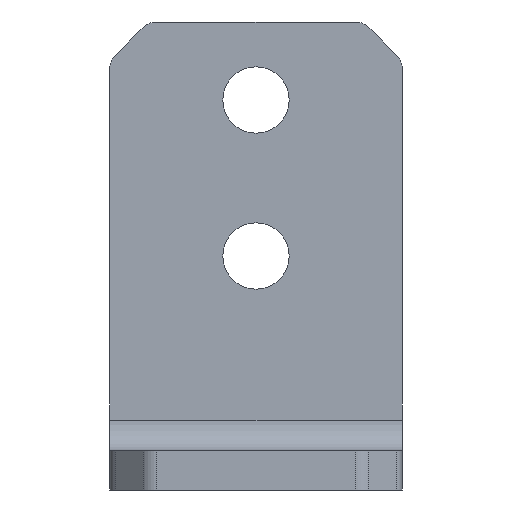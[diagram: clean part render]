
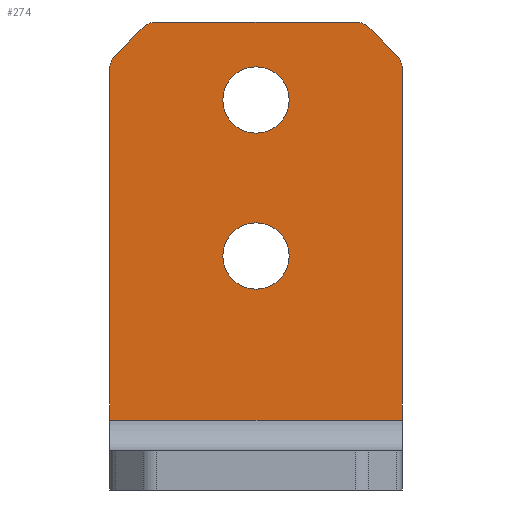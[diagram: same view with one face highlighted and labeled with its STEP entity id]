
A CAD part, front view. The second image highlights one B-rep face of the part: STEP entity #274.
In plain terms, the highlighted planar face has unit normal (0, -1, 0).
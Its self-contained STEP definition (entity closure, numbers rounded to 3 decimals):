
#8 = LINE ( 'NONE', #12, #452 ) ;
#12 = CARTESIAN_POINT ( 'NONE',  ( 7.5, 11.5, 0. ) ) ;
#16 = CARTESIAN_POINT ( 'NONE',  ( -7.5, 11.5, 22. ) ) ;
#23 = CIRCLE ( 'NONE', #56, 1.7 ) ;
#35 = AXIS2_PLACEMENT_3D ( 'NONE', #210, #307, #393 ) ;
#43 = CARTESIAN_POINT ( 'NONE',  ( 0., 11.5, 10. ) ) ;
#47 = CARTESIAN_POINT ( 'NONE',  ( 5.086, 11.5, 22. ) ) ;
#50 = FACE_OUTER_BOUND ( 'NONE', #295, .T. ) ;
#52 = ORIENTED_EDGE ( 'NONE', *, *, #867, .T. ) ;
#54 = VERTEX_POINT ( 'NONE', #798 ) ;
#56 = AXIS2_PLACEMENT_3D ( 'NONE', #152, #489, #939 ) ;
#62 = EDGE_CURVE ( 'NONE', #652, #1003, #8, .T. ) ;
#82 = VERTEX_POINT ( 'NONE', #104 ) ;
#104 = CARTESIAN_POINT ( 'NONE',  ( 5.793, 11.5, 21.707 ) ) ;
#137 = CARTESIAN_POINT ( 'NONE',  ( 0., 11.5, 10. ) ) ;
#140 = CARTESIAN_POINT ( 'NONE',  ( -7.5, 11.5, 1.587 ) ) ;
#152 = CARTESIAN_POINT ( 'NONE',  ( 0., 11.5, 18. ) ) ;
#161 = VERTEX_POINT ( 'NONE', #1080 ) ;
#168 = LINE ( 'NONE', #624, #1012 ) ;
#178 = CARTESIAN_POINT ( 'NONE',  ( 7.5, 11.5, 19.586 ) ) ;
#210 = CARTESIAN_POINT ( 'NONE',  ( -5.086, 11.5, 21. ) ) ;
#218 = DIRECTION ( 'NONE',  ( 0., -1., 0. ) ) ;
#219 = LINE ( 'NONE', #16, #699 ) ;
#233 = EDGE_CURVE ( 'NONE', #1083, #54, #321, .T. ) ;
#243 = DIRECTION ( 'NONE',  ( 0., -1., 0. ) ) ;
#254 = ORIENTED_EDGE ( 'NONE', *, *, #838, .F. ) ;
#260 = CARTESIAN_POINT ( 'NONE',  ( 0., 11.5, 11.7 ) ) ;
#263 = CIRCLE ( 'NONE', #914, 1. ) ;
#273 = EDGE_CURVE ( 'NONE', #810, #701, #1037, .T. ) ;
#274 = ADVANCED_FACE ( 'NONE', ( #481, #566, #50 ), #1017, .T. ) ;
#287 = CARTESIAN_POINT ( 'NONE',  ( -7.5, 11.5, 19.586 ) ) ;
#295 = EDGE_LOOP ( 'NONE', ( #1137, #837, #765, #512, #650, #1029, #755, #52, #437, #1030 ) ) ;
#301 = DIRECTION ( 'NONE',  ( 0., 0., -1. ) ) ;
#307 = DIRECTION ( 'NONE',  ( 0., -1., 0. ) ) ;
#321 = CIRCLE ( 'NONE', #1023, 1.7 ) ;
#322 = DIRECTION ( 'NONE',  ( -0.707, 0., -0.707 ) ) ;
#340 = CARTESIAN_POINT ( 'NONE',  ( 7.5, 11.5, 1.587 ) ) ;
#362 = DIRECTION ( 'NONE',  ( -0.707, 0., 0.707 ) ) ;
#370 = VECTOR ( 'NONE', #1045, 1000. ) ;
#379 = EDGE_CURVE ( 'NONE', #544, #161, #23, .T. ) ;
#392 = DIRECTION ( 'NONE',  ( 0., 0., -1. ) ) ;
#393 = DIRECTION ( 'NONE',  ( 0., 0., -1. ) ) ;
#413 = CARTESIAN_POINT ( 'NONE',  ( 7.5, 11.5, 1.587 ) ) ;
#414 = DIRECTION ( 'NONE',  ( 0., 0., -1. ) ) ;
#423 = AXIS2_PLACEMENT_3D ( 'NONE', #1043, #507, #414 ) ;
#424 = CIRCLE ( 'NONE', #423, 1.7 ) ;
#437 = ORIENTED_EDGE ( 'NONE', *, *, #989, .F. ) ;
#444 = DIRECTION ( 'NONE',  ( 0., 0., 1. ) ) ;
#445 = DIRECTION ( 'NONE',  ( 0., 0., -1. ) ) ;
#452 = VECTOR ( 'NONE', #445, 1000. ) ;
#462 = DIRECTION ( 'NONE',  ( 0., -1., 0. ) ) ;
#470 = VERTEX_POINT ( 'NONE', #956 ) ;
#475 = DIRECTION ( 'NONE',  ( 0., 0., -1. ) ) ;
#479 = DIRECTION ( 'NONE',  ( 0., 0., -1. ) ) ;
#481 = FACE_BOUND ( 'NONE', #581, .T. ) ;
#489 = DIRECTION ( 'NONE',  ( 0., -1., 0. ) ) ;
#490 = EDGE_CURVE ( 'NONE', #1003, #866, #1081, .T. ) ;
#500 = DIRECTION ( 'NONE',  ( 0., 0., -1. ) ) ;
#507 = DIRECTION ( 'NONE',  ( 0., -1., 0. ) ) ;
#512 = ORIENTED_EDGE ( 'NONE', *, *, #490, .F. ) ;
#515 = AXIS2_PLACEMENT_3D ( 'NONE', #137, #658, #392 ) ;
#520 = EDGE_CURVE ( 'NONE', #161, #544, #424, .T. ) ;
#522 = CIRCLE ( 'NONE', #890, 1. ) ;
#536 = CIRCLE ( 'NONE', #802, 1. ) ;
#544 = VERTEX_POINT ( 'NONE', #950 ) ;
#547 = CARTESIAN_POINT ( 'NONE',  ( -5.086, 11.5, 22. ) ) ;
#555 = ORIENTED_EDGE ( 'NONE', *, *, #520, .F. ) ;
#559 = CARTESIAN_POINT ( 'NONE',  ( 0., 11.5, 0. ) ) ;
#566 = FACE_BOUND ( 'NONE', #1111, .T. ) ;
#581 = EDGE_LOOP ( 'NONE', ( #254, #692 ) ) ;
#598 = LINE ( 'NONE', #952, #972 ) ;
#612 = EDGE_CURVE ( 'NONE', #866, #782, #219, .T. ) ;
#622 = EDGE_CURVE ( 'NONE', #470, #82, #168, .T. ) ;
#624 = CARTESIAN_POINT ( 'NONE',  ( 13.75, 11.5, 13.75 ) ) ;
#643 = EDGE_CURVE ( 'NONE', #652, #470, #536, .T. ) ;
#650 = ORIENTED_EDGE ( 'NONE', *, *, #62, .F. ) ;
#651 = DIRECTION ( 'NONE',  ( 0., -1., 0. ) ) ;
#652 = VERTEX_POINT ( 'NONE', #178 ) ;
#658 = DIRECTION ( 'NONE',  ( 0., -1., 0. ) ) ;
#670 = CARTESIAN_POINT ( 'NONE',  ( -7.207, 11.5, 20.293 ) ) ;
#672 = CARTESIAN_POINT ( 'NONE',  ( -13.75, 11.5, 13.75 ) ) ;
#691 = ORIENTED_EDGE ( 'NONE', *, *, #379, .F. ) ;
#692 = ORIENTED_EDGE ( 'NONE', *, *, #233, .F. ) ;
#699 = VECTOR ( 'NONE', #444, 1000. ) ;
#701 = VERTEX_POINT ( 'NONE', #1058 ) ;
#712 = CARTESIAN_POINT ( 'NONE',  ( 6.5, 11.5, 19.586 ) ) ;
#745 = CARTESIAN_POINT ( 'NONE',  ( 5.086, 11.5, 21. ) ) ;
#755 = ORIENTED_EDGE ( 'NONE', *, *, #622, .T. ) ;
#765 = ORIENTED_EDGE ( 'NONE', *, *, #612, .F. ) ;
#782 = VERTEX_POINT ( 'NONE', #287 ) ;
#785 = AXIS2_PLACEMENT_3D ( 'NONE', #559, #462, #479 ) ;
#798 = CARTESIAN_POINT ( 'NONE',  ( 0., 11.5, 8.3 ) ) ;
#800 = DIRECTION ( 'NONE',  ( 0., 0., -1. ) ) ;
#802 = AXIS2_PLACEMENT_3D ( 'NONE', #712, #881, #800 ) ;
#810 = VERTEX_POINT ( 'NONE', #547 ) ;
#828 = VERTEX_POINT ( 'NONE', #47 ) ;
#837 = ORIENTED_EDGE ( 'NONE', *, *, #1008, .T. ) ;
#838 = EDGE_CURVE ( 'NONE', #54, #1083, #901, .T. ) ;
#847 = DIRECTION ( 'NONE',  ( 1., 0., 0. ) ) ;
#866 = VERTEX_POINT ( 'NONE', #140 ) ;
#867 = EDGE_CURVE ( 'NONE', #82, #828, #263, .T. ) ;
#881 = DIRECTION ( 'NONE',  ( 0., -1., 0. ) ) ;
#890 = AXIS2_PLACEMENT_3D ( 'NONE', #1125, #243, #500 ) ;
#901 = CIRCLE ( 'NONE', #515, 1.7 ) ;
#914 = AXIS2_PLACEMENT_3D ( 'NONE', #745, #218, #475 ) ;
#939 = DIRECTION ( 'NONE',  ( 0., 0., -1. ) ) ;
#948 = EDGE_CURVE ( 'NONE', #701, #1033, #1024, .T. ) ;
#950 = CARTESIAN_POINT ( 'NONE',  ( 0., 11.5, 16.3 ) ) ;
#952 = CARTESIAN_POINT ( 'NONE',  ( 7.5, 11.5, 22. ) ) ;
#956 = CARTESIAN_POINT ( 'NONE',  ( 7.207, 11.5, 20.293 ) ) ;
#972 = VECTOR ( 'NONE', #847, 1000. ) ;
#989 = EDGE_CURVE ( 'NONE', #810, #828, #598, .T. ) ;
#1003 = VERTEX_POINT ( 'NONE', #413 ) ;
#1008 = EDGE_CURVE ( 'NONE', #1033, #782, #522, .T. ) ;
#1012 = VECTOR ( 'NONE', #362, 1000. ) ;
#1017 = PLANE ( 'NONE',  #785 ) ;
#1023 = AXIS2_PLACEMENT_3D ( 'NONE', #43, #651, #301 ) ;
#1024 = LINE ( 'NONE', #672, #1035 ) ;
#1029 = ORIENTED_EDGE ( 'NONE', *, *, #643, .T. ) ;
#1030 = ORIENTED_EDGE ( 'NONE', *, *, #273, .T. ) ;
#1033 = VERTEX_POINT ( 'NONE', #670 ) ;
#1035 = VECTOR ( 'NONE', #322, 1000. ) ;
#1037 = CIRCLE ( 'NONE', #35, 1. ) ;
#1043 = CARTESIAN_POINT ( 'NONE',  ( 0., 11.5, 18. ) ) ;
#1045 = DIRECTION ( 'NONE',  ( -1., 0., 0. ) ) ;
#1058 = CARTESIAN_POINT ( 'NONE',  ( -5.793, 11.5, 21.707 ) ) ;
#1080 = CARTESIAN_POINT ( 'NONE',  ( 0., 11.5, 19.7 ) ) ;
#1081 = LINE ( 'NONE', #340, #370 ) ;
#1083 = VERTEX_POINT ( 'NONE', #260 ) ;
#1111 = EDGE_LOOP ( 'NONE', ( #691, #555 ) ) ;
#1125 = CARTESIAN_POINT ( 'NONE',  ( -6.5, 11.5, 19.586 ) ) ;
#1137 = ORIENTED_EDGE ( 'NONE', *, *, #948, .T. ) ;
